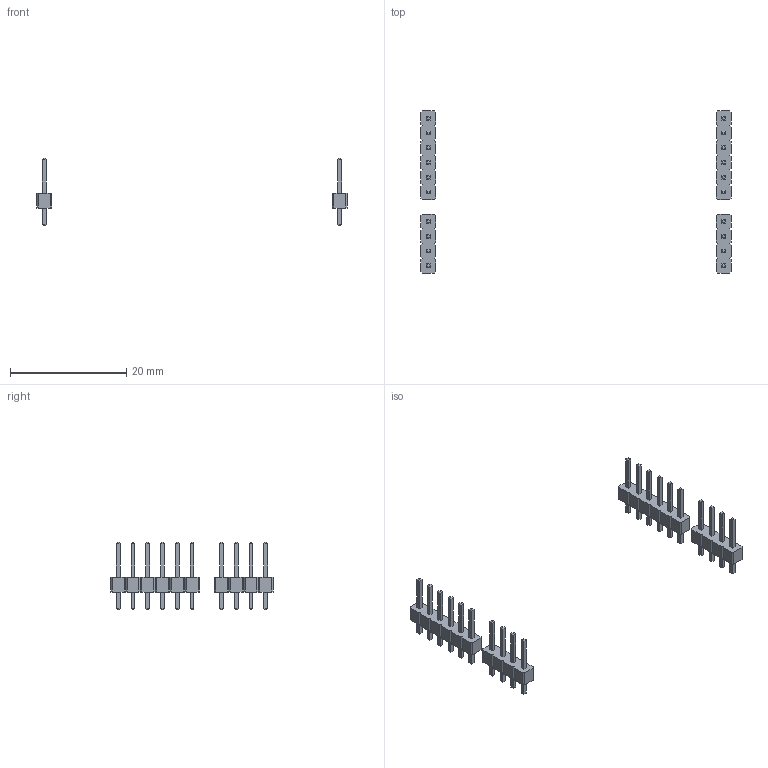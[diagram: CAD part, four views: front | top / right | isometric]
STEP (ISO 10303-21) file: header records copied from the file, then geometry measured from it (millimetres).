
FILE_DESCRIPTION (( 'STEP AP214' ), '1' );
FILE_NAME ('眻齬渀20PIN.STEP', '2021-05-15T07:45:33', ( '' ), ( '' ), 'SwSTEP 2.0', 'SolidWorks 2021', '' );
FILE_SCHEMA (( 'AUTOMOTIVE_DESIGN' ));
Length unit declared in the file: millimetre
Products named in the file (3): PinHeader_1x06_P2.54mm_Vertical.step; PinHeader_1x04_P2.54mm_Vertical; 眻齬渀20PIN
Assembly tree (4 placements, depth 2):
  眻齬渀20PIN
    PinHeader_1x04_P2.54mm_Vertical  x2
    PinHeader_1x06_P2.54mm_Vertical.step  x2
Bounding box: 53.34 x 27.9 x 11.54 mm (x, y, z)
Volume: 393.8 mm3; surface area: 1023.1 mm2
Topology: 4 solids, 4 shells, 496 faces, 1184 edges, 736 vertices
Faces by surface type: plane 496
Entity records: 7790 total; most frequent: CARTESIAN_POINT 1215, ORIENTED_EDGE 1184, DIRECTION 1102, EDGE_CURVE 592, VECTOR 592, LINE 592, VERTEX_POINT 368, EDGE_LOOP 268
